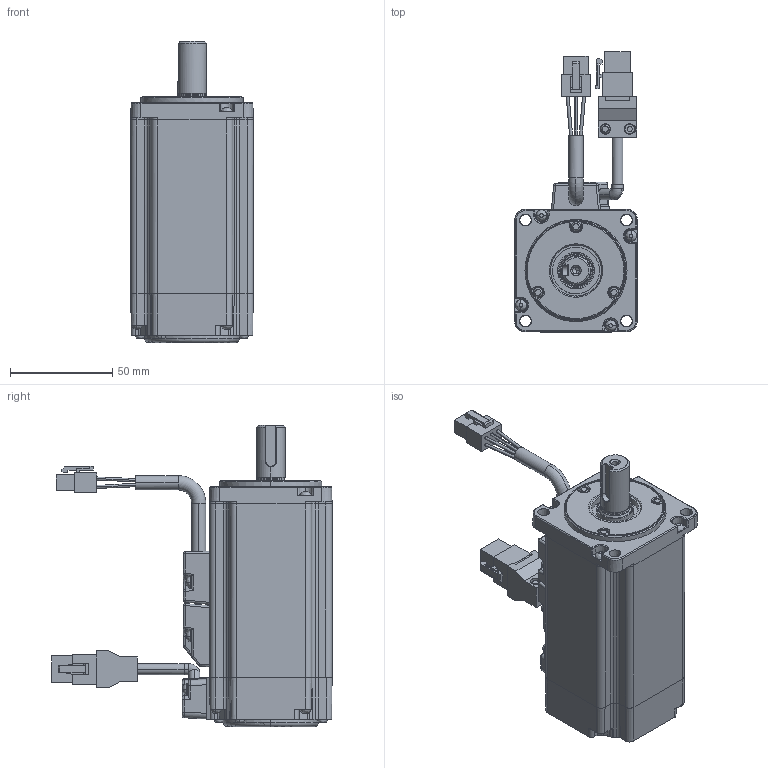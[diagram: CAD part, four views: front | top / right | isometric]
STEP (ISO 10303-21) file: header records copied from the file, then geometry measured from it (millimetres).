
FILE_DESCRIPTION (( 'STEP AP214' ), '1' );
FILE_NAME ('ECM-A3H-CX0602SSX 202B r1 ext coord. C2 r1b.STEP', '2020-06-09T23:55:13', ( '' ), ( '' ), 'SwSTEP 2.0', 'SolidWorks 2017', '' );
FILE_SCHEMA (( 'AUTOMOTIVE_DESIGN' ));
Length unit declared in the file: inch
Products named in the file (1): ECM-A3H-CX0602SSX 202B r1 ext coord. C2 r1b
Bounding box: 60.03 x 137.34 x 147.6 mm (x, y, z)
Volume: 416163.5 mm3; surface area: 47541.6 mm2
Topology: 1 solids, 1 shells, 775 faces, 1965 edges, 1229 vertices
Faces by surface type: plane 315, cylinder 244, cone 94, bspline 57, torus 37, sphere 28
Entity records: 32837 total; most frequent: CARTESIAN_POINT 16103, ORIENTED_EDGE 3898, DIRECTION 2735, EDGE_CURVE 1949, VERTEX_POINT 1225, AXIS2_PLACEMENT_3D 930, VECTOR 875, LINE 875
